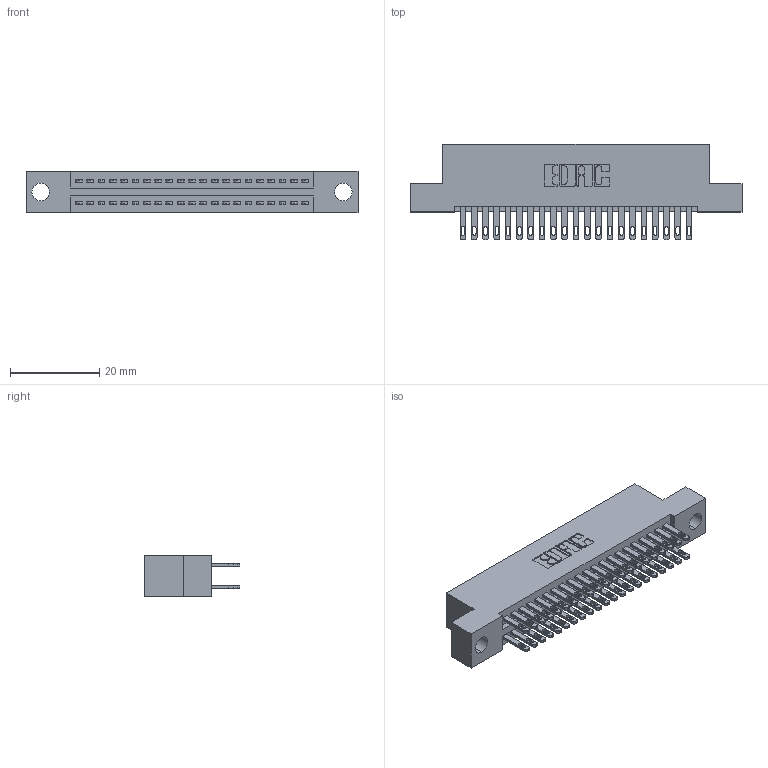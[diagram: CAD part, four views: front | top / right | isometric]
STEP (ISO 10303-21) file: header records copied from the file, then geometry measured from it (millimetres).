
FILE_DESCRIPTION (( 'STEP AP203' ), '1' );
FILE_NAME ('345-042-500-204.STEP', '2018-09-05T10:02:19', ( '' ), ( '' ), 'SwSTEP 2.0', 'SolidWorks 2016', '' );
FILE_SCHEMA (( 'CONFIG_CONTROL_DESIGN' ));
Length unit declared in the file: inch
Products named in the file (3): 345 Part_Flush Mounting Lugs - 0.156 Dia-TH; 345-292-001_345-293-100; 345-042-500-204
Assembly tree (43 placements, depth 2):
  345-042-500-204
    345 Part_Flush Mounting Lugs - 0.156 Dia-TH
    345-292-001_345-293-100  x42
Bounding box: 74.55 x 21.51 x 9.4 mm (x, y, z)
Volume: 7087.3 mm3; surface area: 10313.1 mm2
Topology: 43 solids, 43 shells, 2058 faces, 6263 edges, 4174 vertices
Faces by surface type: plane 1214, cylinder 844
Entity records: 19237 total; most frequent: CARTESIAN_POINT 3244, ORIENTED_EDGE 3178, DIRECTION 2889, EDGE_CURVE 1589, LINE 1369, VECTOR 1369, VERTEX_POINT 1058, AXIS2_PLACEMENT_3D 760
